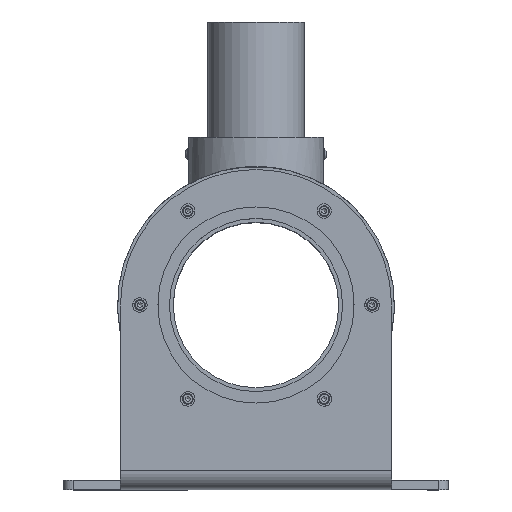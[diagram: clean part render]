
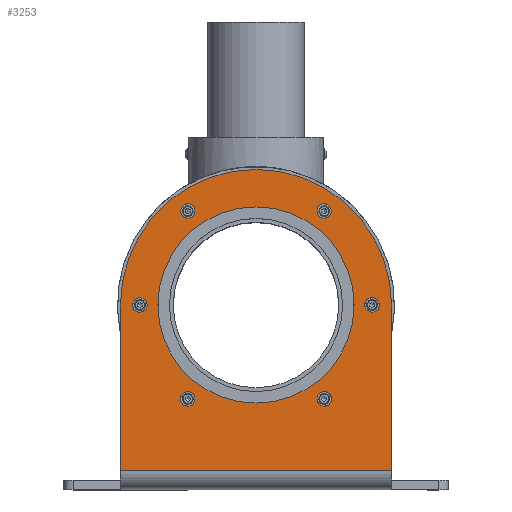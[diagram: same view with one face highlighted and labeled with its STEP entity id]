
A CAD part, top view. The second image highlights one B-rep face of the part: STEP entity #3253.
In plain terms, the highlighted planar face has unit normal (0, 0, 1).
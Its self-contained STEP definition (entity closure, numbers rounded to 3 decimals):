
#352 = CIRCLE ( 'NONE', #34898, 3.75 ) ;
#1102 = EDGE_CURVE ( 'NONE', #22735, #22735, #11757, .T. ) ;
#1410 = DIRECTION ( 'NONE',  ( 0., 0., -1. ) ) ;
#1448 = CARTESIAN_POINT ( 'NONE',  ( 47.816, 44.861, 195.986 ) ) ;
#1489 = DIRECTION ( 'NONE',  ( 0., 0., -1. ) ) ;
#1655 = VERTEX_POINT ( 'NONE', #1448 ) ;
#1754 = EDGE_CURVE ( 'NONE', #21758, #32939, #5907, .T. ) ;
#2224 = CARTESIAN_POINT ( 'NONE',  ( 85.082, 59.992, 195.986 ) ) ;
#2242 = EDGE_LOOP ( 'NONE', ( #21761 ) ) ;
#2457 = DIRECTION ( 'NONE',  ( 0., 0., -1. ) ) ;
#2889 = CARTESIAN_POINT ( 'NONE',  ( 36.039, 93.685, 195.986 ) ) ;
#2949 = AXIS2_PLACEMENT_3D ( 'NONE', #33591, #1410, #39577 ) ;
#3253 = ADVANCED_FACE ( 'NONE', ( #34008, #24221, #8702, #5557, #15330, #11581, #30861, #37101 ), #37506, .T. ) ;
#3284 = CARTESIAN_POINT ( 'NONE',  ( 157.539, 93.685, 195.986 ) ) ;
#4184 = ORIENTED_EDGE ( 'NONE', *, *, #22472, .T. ) ;
#4317 = AXIS2_PLACEMENT_3D ( 'NONE', #38124, #18838, #40608 ) ;
#4383 = CARTESIAN_POINT ( 'NONE',  ( 122.511, 138.759, 195.986 ) ) ;
#4507 = VECTOR ( 'NONE', #17189, 1000. ) ;
#5481 = VERTEX_POINT ( 'NONE', #27455 ) ;
#5500 = CARTESIAN_POINT ( 'NONE',  ( 26.689, 93.685, 195.986 ) ) ;
#5557 = FACE_BOUND ( 'NONE', #10906, .T. ) ;
#5656 = AXIS2_PLACEMENT_3D ( 'NONE', #23715, #39480, #39279 ) ;
#5692 = CARTESIAN_POINT ( 'NONE',  ( 47.816, 142.509, 195.986 ) ) ;
#5708 = DIRECTION ( 'NONE',  ( 0., 0., -1. ) ) ;
#5765 = DIRECTION ( 'NONE',  ( -1., 0., 0. ) ) ;
#5907 = CIRCLE ( 'NONE', #6558, 70.5 ) ;
#6558 = AXIS2_PLACEMENT_3D ( 'NONE', #23279, #1489, #27005 ) ;
#8205 = DIRECTION ( 'NONE',  ( -1., 0., 0. ) ) ;
#8702 = FACE_BOUND ( 'NONE', #9030, .T. ) ;
#9030 = EDGE_LOOP ( 'NONE', ( #24086 ) ) ;
#9853 = EDGE_LOOP ( 'NONE', ( #29253 ) ) ;
#10377 = EDGE_CURVE ( 'NONE', #5481, #5481, #352, .T. ) ;
#10906 = EDGE_LOOP ( 'NONE', ( #19444 ) ) ;
#11148 = AXIS2_PLACEMENT_3D ( 'NONE', #13817, #33099, #19924 ) ;
#11581 = FACE_BOUND ( 'NONE', #2242, .T. ) ;
#11757 = CIRCLE ( 'NONE', #14448, 3.75 ) ;
#12012 = DIRECTION ( 'NONE',  ( 0., 0., -1. ) ) ;
#12195 = EDGE_CURVE ( 'NONE', #33109, #33109, #32164, .T. ) ;
#12926 = CARTESIAN_POINT ( 'NONE',  ( 85.082, 7.685, 195.986 ) ) ;
#13570 = CARTESIAN_POINT ( 'NONE',  ( 157.539, 7.685, 195.986 ) ) ;
#13817 = CARTESIAN_POINT ( 'NONE',  ( 51.566, 44.861, 195.986 ) ) ;
#14037 = AXIS2_PLACEMENT_3D ( 'NONE', #2224, #36888, #5765 ) ;
#14044 = EDGE_LOOP ( 'NONE', ( #29495 ) ) ;
#14222 = CARTESIAN_POINT ( 'NONE',  ( 143.639, 93.685, 195.986 ) ) ;
#14448 = AXIS2_PLACEMENT_3D ( 'NONE', #33604, #12012, #39595 ) ;
#14738 = VERTEX_POINT ( 'NONE', #2889 ) ;
#15330 = FACE_BOUND ( 'NONE', #9853, .T. ) ;
#16343 = VERTEX_POINT ( 'NONE', #13570 ) ;
#16531 = AXIS2_PLACEMENT_3D ( 'NONE', #18220, #2457, #27951 ) ;
#16841 = CARTESIAN_POINT ( 'NONE',  ( 16.539, 7.685, 195.986 ) ) ;
#17189 = DIRECTION ( 'NONE',  ( 0., -1., 0. ) ) ;
#17225 = VERTEX_POINT ( 'NONE', #4383 ) ;
#17980 = ORIENTED_EDGE ( 'NONE', *, *, #1754, .F. ) ;
#18220 = CARTESIAN_POINT ( 'NONE',  ( 87.039, 93.685, 195.986 ) ) ;
#18732 = EDGE_CURVE ( 'NONE', #16343, #32939, #26272, .T. ) ;
#18838 = DIRECTION ( 'NONE',  ( 0., 0., -1. ) ) ;
#19444 = ORIENTED_EDGE ( 'NONE', *, *, #1102, .T. ) ;
#19924 = DIRECTION ( 'NONE',  ( -1., 0., 0. ) ) ;
#19986 = LINE ( 'NONE', #12926, #28976 ) ;
#21163 = ORIENTED_EDGE ( 'NONE', *, *, #37919, .T. ) ;
#21165 = CIRCLE ( 'NONE', #16531, 51. ) ;
#21462 = VERTEX_POINT ( 'NONE', #5692 ) ;
#21525 = CARTESIAN_POINT ( 'NONE',  ( 16.539, 93.685, 195.986 ) ) ;
#21758 = VERTEX_POINT ( 'NONE', #21525 ) ;
#21761 = ORIENTED_EDGE ( 'NONE', *, *, #12195, .T. ) ;
#21916 = EDGE_LOOP ( 'NONE', ( #26518 ) ) ;
#22472 = EDGE_CURVE ( 'NONE', #21462, #21462, #36068, .T. ) ;
#22735 = VERTEX_POINT ( 'NONE', #35365 ) ;
#23069 = ORIENTED_EDGE ( 'NONE', *, *, #18732, .T. ) ;
#23111 = EDGE_CURVE ( 'NONE', #17225, #17225, #36760, .T. ) ;
#23279 = CARTESIAN_POINT ( 'NONE',  ( 87.039, 93.685, 195.986 ) ) ;
#23715 = CARTESIAN_POINT ( 'NONE',  ( 147.389, 93.685, 195.986 ) ) ;
#23811 = CARTESIAN_POINT ( 'NONE',  ( 16.539, 59.992, 195.986 ) ) ;
#24086 = ORIENTED_EDGE ( 'NONE', *, *, #26159, .T. ) ;
#24221 = FACE_BOUND ( 'NONE', #21916, .T. ) ;
#24358 = CIRCLE ( 'NONE', #11148, 3.75 ) ;
#24519 = VERTEX_POINT ( 'NONE', #16841 ) ;
#26159 = EDGE_CURVE ( 'NONE', #1655, #1655, #24358, .T. ) ;
#26266 = EDGE_CURVE ( 'NONE', #21758, #24519, #27125, .T. ) ;
#26272 = LINE ( 'NONE', #33314, #36993 ) ;
#26518 = ORIENTED_EDGE ( 'NONE', *, *, #39868, .T. ) ;
#27005 = DIRECTION ( 'NONE',  ( -1., 0., 0. ) ) ;
#27125 = LINE ( 'NONE', #23811, #4507 ) ;
#27455 = CARTESIAN_POINT ( 'NONE',  ( 22.939, 93.685, 195.986 ) ) ;
#27951 = DIRECTION ( 'NONE',  ( -1., 0., 0. ) ) ;
#28976 = VECTOR ( 'NONE', #38216, 1000. ) ;
#29253 = ORIENTED_EDGE ( 'NONE', *, *, #10377, .T. ) ;
#29495 = ORIENTED_EDGE ( 'NONE', *, *, #23111, .T. ) ;
#30861 = FACE_BOUND ( 'NONE', #35921, .T. ) ;
#32164 = CIRCLE ( 'NONE', #5656, 3.75 ) ;
#32939 = VERTEX_POINT ( 'NONE', #3284 ) ;
#33099 = DIRECTION ( 'NONE',  ( 0., 0., -1. ) ) ;
#33109 = VERTEX_POINT ( 'NONE', #14222 ) ;
#33314 = CARTESIAN_POINT ( 'NONE',  ( 157.539, 59.992, 195.986 ) ) ;
#33591 = CARTESIAN_POINT ( 'NONE',  ( 51.566, 142.509, 195.986 ) ) ;
#33604 = CARTESIAN_POINT ( 'NONE',  ( 122.511, 44.861, 195.986 ) ) ;
#34008 = FACE_OUTER_BOUND ( 'NONE', #38649, .T. ) ;
#34648 = ORIENTED_EDGE ( 'NONE', *, *, #26266, .T. ) ;
#34898 = AXIS2_PLACEMENT_3D ( 'NONE', #5500, #5708, #8205 ) ;
#35365 = CARTESIAN_POINT ( 'NONE',  ( 118.761, 44.861, 195.986 ) ) ;
#35921 = EDGE_LOOP ( 'NONE', ( #4184 ) ) ;
#36068 = CIRCLE ( 'NONE', #2949, 3.75 ) ;
#36760 = CIRCLE ( 'NONE', #4317, 3.75 ) ;
#36888 = DIRECTION ( 'NONE',  ( 0., 0., 1. ) ) ;
#36993 = VECTOR ( 'NONE', #39737, 1000. ) ;
#37101 = FACE_BOUND ( 'NONE', #14044, .T. ) ;
#37506 = PLANE ( 'NONE',  #14037 ) ;
#37919 = EDGE_CURVE ( 'NONE', #24519, #16343, #19986, .T. ) ;
#38124 = CARTESIAN_POINT ( 'NONE',  ( 122.511, 142.509, 195.986 ) ) ;
#38216 = DIRECTION ( 'NONE',  ( 1., 0., 0. ) ) ;
#38649 = EDGE_LOOP ( 'NONE', ( #17980, #34648, #21163, #23069 ) ) ;
#39279 = DIRECTION ( 'NONE',  ( -1., 0., 0. ) ) ;
#39480 = DIRECTION ( 'NONE',  ( 0., 0., -1. ) ) ;
#39577 = DIRECTION ( 'NONE',  ( -1., 0., 0. ) ) ;
#39595 = DIRECTION ( 'NONE',  ( -1., 0., 0. ) ) ;
#39737 = DIRECTION ( 'NONE',  ( 0., 1., 0. ) ) ;
#39868 = EDGE_CURVE ( 'NONE', #14738, #14738, #21165, .T. ) ;
#40608 = DIRECTION ( 'NONE',  ( 0., -1., 0. ) ) ;
